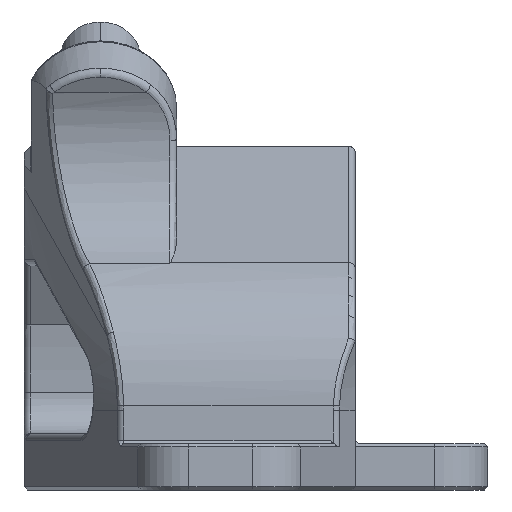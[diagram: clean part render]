
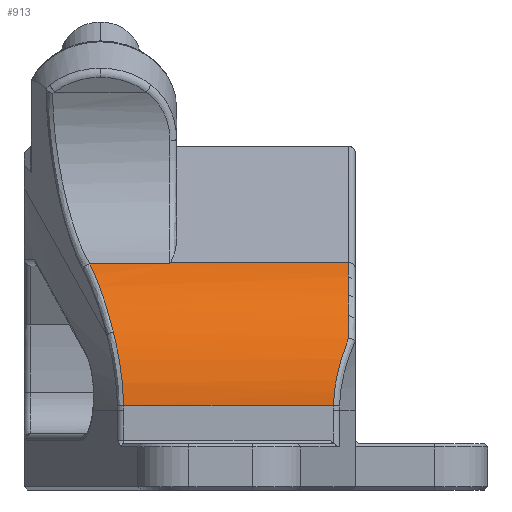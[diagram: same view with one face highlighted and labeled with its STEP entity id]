
A CAD part, front view. The second image highlights one B-rep face of the part: STEP entity #913.
In plain terms, the highlighted cylindrical face has radius 25 mm (diameter 50 mm), a partial arc.
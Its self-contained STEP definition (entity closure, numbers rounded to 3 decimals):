
#44 = CARTESIAN_POINT ( 'NONE',  ( -86.55, -73.753, 23.861 ) ) ;
#78 = CARTESIAN_POINT ( 'NONE',  ( -90.129, -64.272, 34.143 ) ) ;
#80 =( BOUNDED_CURVE ( )  B_SPLINE_CURVE ( 3, ( #44, #2115, #4100, #78 ),
 .UNSPECIFIED., .F., .T. ) 
 B_SPLINE_CURVE_WITH_KNOTS ( ( 4, 4 ),
 ( 4.127, 4.694 ),
 .UNSPECIFIED. ) 
 CURVE ( )  GEOMETRIC_REPRESENTATION_ITEM ( )  RATIONAL_B_SPLINE_CURVE ( ( 1., 0.973, 0.973, 1. ) ) 
 REPRESENTATION_ITEM ( '' )  );
#257 = ORIENTED_EDGE ( 'NONE', *, *, #6670, .F. ) ;
#290 = CARTESIAN_POINT ( 'NONE',  ( -51.605, -74.834, 21.396 ) ) ;
#412 = CARTESIAN_POINT ( 'NONE',  ( -87.262, -63.868, 34.379 ) ) ;
#733 = CARTESIAN_POINT ( 'NONE',  ( -78., -64.272, 34.143 ) ) ;
#754 = CARTESIAN_POINT ( 'NONE',  ( -52.373, -75.597, 18.906 ) ) ;
#818 = B_SPLINE_CURVE_WITH_KNOTS ( 'NONE', 3,
 ( #1419, #6626, #5646, #4009, #2511, #3497, #4522, #4075 ),
 .UNSPECIFIED., .F., .F.,
 ( 4, 2, 2, 4 ),
 ( 0., 0.006, 0.009, 0.012 ),
 .UNSPECIFIED. ) ;
#913 = ADVANCED_FACE ( 'NONE', ( #5924 ), #1695, .T. ) ;
#1096 = EDGE_CURVE ( 'NONE', #5635, #2078, #1999, .T. ) ;
#1244 = CARTESIAN_POINT ( 'NONE',  ( -90.129, -64.272, 34.143 ) ) ;
#1249 = CARTESIAN_POINT ( 'NONE',  ( -86.086, -64.274, 34.145 ) ) ;
#1258 = DIRECTION ( 'NONE',  ( -1., 0., 0. ) ) ;
#1361 = CARTESIAN_POINT ( 'NONE',  ( -77.964, -64.138, 34.223 ) ) ;
#1419 = CARTESIAN_POINT ( 'NONE',  ( -84.998, -76.368, 12.728 ) ) ;
#1523 = EDGE_CURVE ( 'NONE', #1819, #5998, #4719, .T. ) ;
#1695 = CYLINDRICAL_SURFACE ( 'NONE', #6291, 25. ) ;
#1733 = CARTESIAN_POINT ( 'NONE',  ( -78., -64.272, 34.143 ) ) ;
#1781 = CARTESIAN_POINT ( 'NONE',  ( -52.006, -75.24, 20.166 ) ) ;
#1819 = VERTEX_POINT ( 'NONE', #3402 ) ;
#1849 = B_SPLINE_CURVE_WITH_KNOTS ( 'NONE', 3,
 ( #4880, #1361, #3955, #5961 ),
 .UNSPECIFIED., .F., .F.,
 ( 4, 4 ),
 ( 0., 1. ),
 .UNSPECIFIED. ) ;
#1853 = CARTESIAN_POINT ( 'NONE',  ( -50.082, -76.368, 12.728 ) ) ;
#1999 = LINE ( 'NONE', #412, #3792 ) ;
#2040 = CIRCLE ( 'NONE', #5843, 25. ) ;
#2078 = VERTEX_POINT ( 'NONE', #5832 ) ;
#2115 = CARTESIAN_POINT ( 'NONE',  ( -87.621, -71.62, 28.149 ) ) ;
#2127 = ORIENTED_EDGE ( 'NONE', *, *, #1096, .T. ) ;
#2244 = DIRECTION ( 'NONE',  ( 0., 0., -1. ) ) ;
#2253 = CARTESIAN_POINT ( 'NONE',  ( -51.312, -74.523, 22.195 ) ) ;
#2365 = EDGE_CURVE ( 'NONE', #2674, #3571, #4079, .T. ) ;
#2426 = ORIENTED_EDGE ( 'NONE', *, *, #2365, .F. ) ;
#2442 = EDGE_CURVE ( 'NONE', #6073, #5703, #818, .T. ) ;
#2511 = CARTESIAN_POINT ( 'NONE',  ( -85.772, -75.204, 20.33 ) ) ;
#2674 = VERTEX_POINT ( 'NONE', #1244 ) ;
#2893 = ORIENTED_EDGE ( 'NONE', *, *, #3391, .F. ) ;
#2937 = EDGE_CURVE ( 'NONE', #6073, #5998, #4996, .T. ) ;
#2969 = VECTOR ( 'NONE', #6040, 1000. ) ;
#3031 = EDGE_CURVE ( 'NONE', #5703, #2674, #80, .T. ) ;
#3306 = CARTESIAN_POINT ( 'NONE',  ( -51., -74.173, 22.974 ) ) ;
#3314 = ORIENTED_EDGE ( 'NONE', *, *, #2937, .T. ) ;
#3391 = EDGE_CURVE ( 'NONE', #5635, #1819, #2040, .T. ) ;
#3402 = CARTESIAN_POINT ( 'NONE',  ( -51., -74.173, 22.974 ) ) ;
#3497 = CARTESIAN_POINT ( 'NONE',  ( -86.137, -74.553, 22.13 ) ) ;
#3546 = ORIENTED_EDGE ( 'NONE', *, *, #1523, .F. ) ;
#3571 = VERTEX_POINT ( 'NONE', #1733 ) ;
#3686 = CARTESIAN_POINT ( 'NONE',  ( -52.134, -75.366, 19.75 ) ) ;
#3701 = CARTESIAN_POINT ( 'NONE',  ( -50., -51.368, 12.728 ) ) ;
#3792 = VECTOR ( 'NONE', #5164, 1000. ) ;
#3955 = CARTESIAN_POINT ( 'NONE',  ( -77.928, -64.003, 34.301 ) ) ;
#3976 = ORIENTED_EDGE ( 'NONE', *, *, #2442, .F. ) ;
#4009 = CARTESIAN_POINT ( 'NONE',  ( -85.606, -75.48, 19.402 ) ) ;
#4075 = CARTESIAN_POINT ( 'NONE',  ( -86.55, -73.753, 23.861 ) ) ;
#4079 = B_SPLINE_CURVE_WITH_KNOTS ( 'NONE', 3,
 ( #4310, #1249, #5406, #733 ),
 .UNSPECIFIED., .F., .F.,
 ( 4, 4 ),
 ( 0.073, 0.929 ),
 .UNSPECIFIED. ) ;
#4100 = CARTESIAN_POINT ( 'NONE',  ( -88.847, -68.373, 31.67 ) ) ;
#4156 = DIRECTION ( 'NONE',  ( 1., 0., 0. ) ) ;
#4198 = CARTESIAN_POINT ( 'NONE',  ( -86.55, -73.753, 23.861 ) ) ;
#4222 = DIRECTION ( 'NONE',  ( 0., 1., 0. ) ) ;
#4310 = CARTESIAN_POINT ( 'NONE',  ( -90.129, -64.272, 34.143 ) ) ;
#4335 = CARTESIAN_POINT ( 'NONE',  ( -53.289, -76.368, 12.728 ) ) ;
#4432 = ORIENTED_EDGE ( 'NONE', *, *, #3031, .F. ) ;
#4522 = CARTESIAN_POINT ( 'NONE',  ( -86.337, -74.178, 23.007 ) ) ;
#4719 = B_SPLINE_CURVE_WITH_KNOTS ( 'NONE', 3,
 ( #3306, #2253, #290, #1781, #3686, #754, #5769, #5464, #4921, #4335 ),
 .UNSPECIFIED., .F., .F.,
 ( 4, 2, 2, 2, 4 ),
 ( 0., 0.003, 0.004, 0.005, 0.011 ),
 .UNSPECIFIED. ) ;
#4880 = CARTESIAN_POINT ( 'NONE',  ( -78., -64.272, 34.143 ) ) ;
#4921 = CARTESIAN_POINT ( 'NONE',  ( -53.253, -76.368, 14.551 ) ) ;
#4989 = CARTESIAN_POINT ( 'NONE',  ( -84.998, -76.368, 12.728 ) ) ;
#4996 = LINE ( 'NONE', #1853, #2969 ) ;
#5164 = DIRECTION ( 'NONE',  ( -1., 0., 0. ) ) ;
#5406 = CARTESIAN_POINT ( 'NONE',  ( -82.043, -64.274, 34.145 ) ) ;
#5464 = CARTESIAN_POINT ( 'NONE',  ( -52.999, -76.172, 16.32 ) ) ;
#5635 = VERTEX_POINT ( 'NONE', #6372 ) ;
#5646 = CARTESIAN_POINT ( 'NONE',  ( -85.191, -76.142, 16.598 ) ) ;
#5703 = VERTEX_POINT ( 'NONE', #4198 ) ;
#5769 = CARTESIAN_POINT ( 'NONE',  ( -52.486, -75.702, 18.477 ) ) ;
#5832 = CARTESIAN_POINT ( 'NONE',  ( -77.893, -63.868, 34.379 ) ) ;
#5843 = AXIS2_PLACEMENT_3D ( 'NONE', #6001, #4156, #4222 ) ;
#5924 = FACE_OUTER_BOUND ( 'NONE', #6361, .T. ) ;
#5961 = CARTESIAN_POINT ( 'NONE',  ( -77.893, -63.868, 34.379 ) ) ;
#5998 = VERTEX_POINT ( 'NONE', #6440 ) ;
#6001 = CARTESIAN_POINT ( 'NONE',  ( -51., -51.368, 12.728 ) ) ;
#6040 = DIRECTION ( 'NONE',  ( 1., 0., 0. ) ) ;
#6073 = VERTEX_POINT ( 'NONE', #4989 ) ;
#6291 = AXIS2_PLACEMENT_3D ( 'NONE', #3701, #1258, #2244 ) ;
#6361 = EDGE_LOOP ( 'NONE', ( #2127, #257, #2426, #4432, #3976, #3314, #3546, #2893 ) ) ;
#6372 = CARTESIAN_POINT ( 'NONE',  ( -51., -63.868, 34.379 ) ) ;
#6440 = CARTESIAN_POINT ( 'NONE',  ( -53.289, -76.368, 12.728 ) ) ;
#6626 = CARTESIAN_POINT ( 'NONE',  ( -85.02, -76.368, 14.687 ) ) ;
#6670 = EDGE_CURVE ( 'NONE', #3571, #2078, #1849, .T. ) ;
